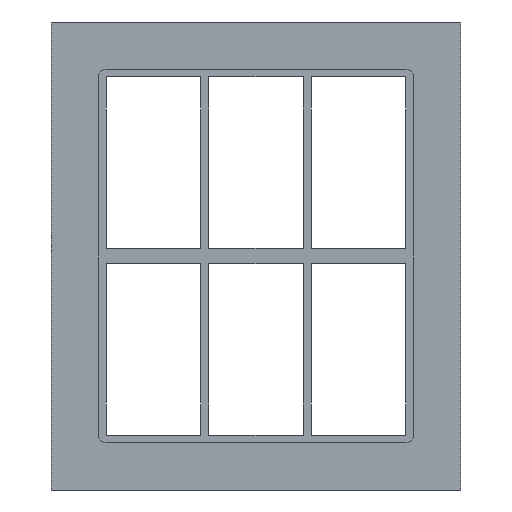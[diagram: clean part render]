
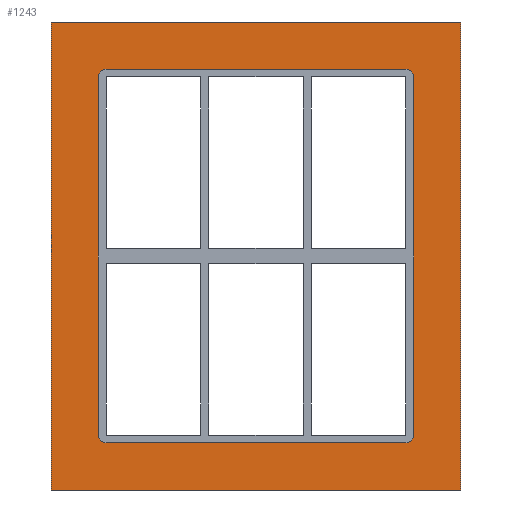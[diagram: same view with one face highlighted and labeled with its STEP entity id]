
A CAD part, front view. The second image highlights one B-rep face of the part: STEP entity #1243.
In plain terms, the highlighted planar face has unit normal (0, -1, 0).
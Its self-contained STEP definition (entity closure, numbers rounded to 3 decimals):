
#1134=CARTESIAN_POINT('',(0.0,0.0,0.));
#1135=DIRECTION('',(0.0,1.0,0.0));
#1136=DIRECTION('',(0.0,0.0,1.0));
#1137=AXIS2_PLACEMENT_3D('',#1134,#1135,#1136);
#1138=PLANE('',#1137);
#1139=CARTESIAN_POINT('',(-260.75,0.0,298.));
#1140=VERTEX_POINT('',#1139);
#1141=CARTESIAN_POINT('',(260.75,0.0,298.));
#1142=VERTEX_POINT('',#1141);
#1143=CARTESIAN_POINT('',(-260.75,0.0,298.));
#1144=DIRECTION('',(1.0,0.0,0.0));
#1145=VECTOR('',#1144,521.5);
#1146=LINE('',#1143,#1145);
#1147=EDGE_CURVE('',#1140,#1142,#1146,.T.);
#1148=ORIENTED_EDGE('',*,*,#1147,.F.);
#1149=CARTESIAN_POINT('',(-260.75,0.0,-298.));
#1150=VERTEX_POINT('',#1149);
#1151=CARTESIAN_POINT('',(-260.75,0.0,-298.));
#1152=DIRECTION('',(0.0,0.0,1.0));
#1153=VECTOR('',#1152,596.);
#1154=LINE('',#1151,#1153);
#1155=EDGE_CURVE('',#1150,#1140,#1154,.T.);
#1156=ORIENTED_EDGE('',*,*,#1155,.F.);
#1157=CARTESIAN_POINT('',(260.75,0.0,-298.));
#1158=VERTEX_POINT('',#1157);
#1159=CARTESIAN_POINT('',(260.75,0.0,-298.));
#1160=DIRECTION('',(-1.0,0.0,0.0));
#1161=VECTOR('',#1160,521.5);
#1162=LINE('',#1159,#1161);
#1163=EDGE_CURVE('',#1158,#1150,#1162,.T.);
#1164=ORIENTED_EDGE('',*,*,#1163,.F.);
#1165=CARTESIAN_POINT('',(260.75,0.0,298.));
#1166=DIRECTION('',(0.0,0.0,-1.0));
#1167=VECTOR('',#1166,596.);
#1168=LINE('',#1165,#1167);
#1169=EDGE_CURVE('',#1142,#1158,#1168,.T.);
#1170=ORIENTED_EDGE('',*,*,#1169,.F.);
#1171=EDGE_LOOP('',(#1148,#1156,#1164,#1170));
#1172=FACE_OUTER_BOUND('',#1171,.T.);
#1173=CARTESIAN_POINT('',(-200.75,0.0,-228.));
#1174=VERTEX_POINT('',#1173);
#1175=CARTESIAN_POINT('',(-190.75,0.0,-238.));
#1176=VERTEX_POINT('',#1175);
#1177=CARTESIAN_POINT('',(-190.75,0.0,-228.));
#1178=DIRECTION('',(0.0,-1.0,0.0));
#1179=DIRECTION('',(-0.707,0.0,-0.707));
#1180=AXIS2_PLACEMENT_3D('',#1177,#1178,#1179);
#1181=CIRCLE('',#1180,10.);
#1182=EDGE_CURVE('',#1174,#1176,#1181,.T.);
#1183=ORIENTED_EDGE('',*,*,#1182,.F.);
#1184=CARTESIAN_POINT('',(-200.75,0.0,228.));
#1185=VERTEX_POINT('',#1184);
#1186=CARTESIAN_POINT('',(-200.75,0.0,228.0));
#1187=DIRECTION('',(0.0,0.0,-1.0));
#1188=VECTOR('',#1187,456.0);
#1189=LINE('',#1186,#1188);
#1190=EDGE_CURVE('',#1185,#1174,#1189,.T.);
#1191=ORIENTED_EDGE('',*,*,#1190,.F.);
#1192=CARTESIAN_POINT('',(-190.75,0.0,238.));
#1193=VERTEX_POINT('',#1192);
#1194=CARTESIAN_POINT('',(-190.75,0.0,228.));
#1195=DIRECTION('',(0.0,-1.0,0.0));
#1196=DIRECTION('',(-0.707,0.0,0.707));
#1197=AXIS2_PLACEMENT_3D('',#1194,#1195,#1196);
#1198=CIRCLE('',#1197,10.);
#1199=EDGE_CURVE('',#1193,#1185,#1198,.T.);
#1200=ORIENTED_EDGE('',*,*,#1199,.F.);
#1201=CARTESIAN_POINT('',(190.75,0.0,238.));
#1202=VERTEX_POINT('',#1201);
#1203=CARTESIAN_POINT('',(190.75,0.0,238.));
#1204=DIRECTION('',(-1.0,0.0,0.0));
#1205=VECTOR('',#1204,381.5);
#1206=LINE('',#1203,#1205);
#1207=EDGE_CURVE('',#1202,#1193,#1206,.T.);
#1208=ORIENTED_EDGE('',*,*,#1207,.F.);
#1209=CARTESIAN_POINT('',(200.75,0.0,228.));
#1210=VERTEX_POINT('',#1209);
#1211=CARTESIAN_POINT('',(190.75,0.0,228.));
#1212=DIRECTION('',(0.0,-1.0,0.0));
#1213=DIRECTION('',(0.707,0.0,0.707));
#1214=AXIS2_PLACEMENT_3D('',#1211,#1212,#1213);
#1215=CIRCLE('',#1214,10.);
#1216=EDGE_CURVE('',#1210,#1202,#1215,.T.);
#1217=ORIENTED_EDGE('',*,*,#1216,.F.);
#1218=CARTESIAN_POINT('',(200.75,0.0,-228.));
#1219=VERTEX_POINT('',#1218);
#1220=CARTESIAN_POINT('',(200.75,0.0,-228.));
#1221=DIRECTION('',(0.0,0.0,1.0));
#1222=VECTOR('',#1221,456.0);
#1223=LINE('',#1220,#1222);
#1224=EDGE_CURVE('',#1219,#1210,#1223,.T.);
#1225=ORIENTED_EDGE('',*,*,#1224,.F.);
#1226=CARTESIAN_POINT('',(190.75,0.0,-238.));
#1227=VERTEX_POINT('',#1226);
#1228=CARTESIAN_POINT('',(190.75,0.0,-228.));
#1229=DIRECTION('',(0.0,-1.0,0.0));
#1230=DIRECTION('',(0.707,0.0,-0.707));
#1231=AXIS2_PLACEMENT_3D('',#1228,#1229,#1230);
#1232=CIRCLE('',#1231,10.);
#1233=EDGE_CURVE('',#1227,#1219,#1232,.T.);
#1234=ORIENTED_EDGE('',*,*,#1233,.F.);
#1235=CARTESIAN_POINT('',(-190.75,0.0,-238.));
#1236=DIRECTION('',(1.0,0.0,0.0));
#1237=VECTOR('',#1236,381.5);
#1238=LINE('',#1235,#1237);
#1239=EDGE_CURVE('',#1176,#1227,#1238,.T.);
#1240=ORIENTED_EDGE('',*,*,#1239,.F.);
#1241=EDGE_LOOP('',(#1183,#1191,#1200,#1208,#1217,#1225,#1234,#1240));
#1242=FACE_BOUND('',#1241,.T.);
#1243=ADVANCED_FACE('',(#1172,#1242),#1138,.F.);
